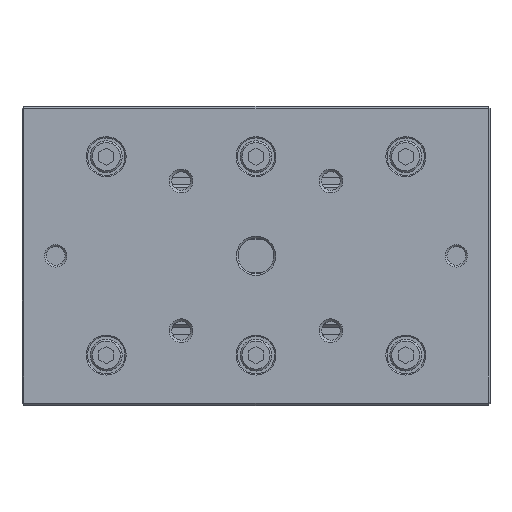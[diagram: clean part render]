
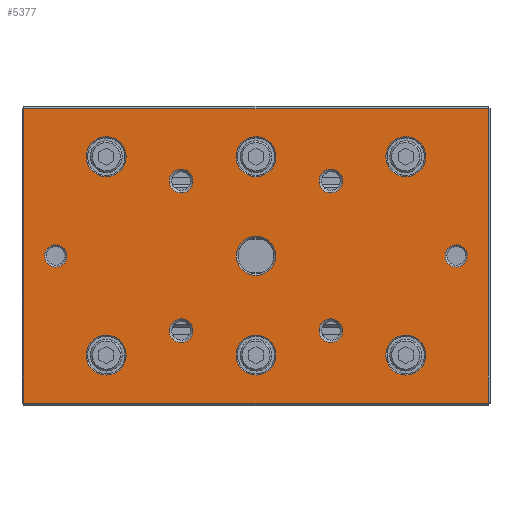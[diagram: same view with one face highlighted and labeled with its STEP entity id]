
A CAD part, top view. The second image highlights one B-rep face of the part: STEP entity #5377.
In plain terms, the highlighted planar face has unit normal (0, 0, 1).
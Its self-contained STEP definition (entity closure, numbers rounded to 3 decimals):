
#4832=FACE_BOUND('',#7943,.T.);
#4833=FACE_BOUND('',#7944,.T.);
#4834=FACE_BOUND('',#7945,.T.);
#4835=FACE_BOUND('',#7946,.T.);
#4836=FACE_BOUND('',#7947,.T.);
#4837=FACE_BOUND('',#7948,.T.);
#4838=FACE_BOUND('',#7949,.T.);
#4839=FACE_BOUND('',#7950,.T.);
#4840=FACE_BOUND('',#7951,.T.);
#4841=FACE_BOUND('',#7952,.T.);
#4842=FACE_BOUND('',#7953,.T.);
#4843=FACE_BOUND('',#7954,.T.);
#4844=FACE_BOUND('',#7955,.T.);
#4845=FACE_BOUND('',#7956,.T.);
#5107=CIRCLE('',#21090,5.25);
#5108=CIRCLE('',#21091,3.);
#5109=CIRCLE('',#21092,3.);
#5110=CIRCLE('',#21093,3.167);
#5111=CIRCLE('',#21094,3.167);
#5112=CIRCLE('',#21095,3.167);
#5113=CIRCLE('',#21096,3.167);
#5114=CIRCLE('',#21097,5.325);
#5115=CIRCLE('',#21098,5.325);
#5116=CIRCLE('',#21099,5.325);
#5117=CIRCLE('',#21100,5.325);
#5118=CIRCLE('',#21101,5.325);
#5119=CIRCLE('',#21102,5.325);
#5377=ADVANCED_FACE('',(#4832,#4833,#4834,#4835,#4836,#4837,#4838,#4839,
#4840,#4841,#4842,#4843,#4844,#4845),#6290,.F.);
#6290=PLANE('',#21103);
#7943=EDGE_LOOP('',(#10021));
#7944=EDGE_LOOP('',(#10022));
#7945=EDGE_LOOP('',(#10023));
#7946=EDGE_LOOP('',(#10024));
#7947=EDGE_LOOP('',(#10025));
#7948=EDGE_LOOP('',(#10026));
#7949=EDGE_LOOP('',(#10027));
#7950=EDGE_LOOP('',(#10028));
#7951=EDGE_LOOP('',(#10029));
#7952=EDGE_LOOP('',(#10030));
#7953=EDGE_LOOP('',(#10031));
#7954=EDGE_LOOP('',(#10032));
#7955=EDGE_LOOP('',(#10033));
#7956=EDGE_LOOP('',(#10034,#10035,#10036,#10037));
#10021=ORIENTED_EDGE('',*,*,#15806,.T.);
#10022=ORIENTED_EDGE('',*,*,#15807,.F.);
#10023=ORIENTED_EDGE('',*,*,#15808,.T.);
#10024=ORIENTED_EDGE('',*,*,#15809,.T.);
#10025=ORIENTED_EDGE('',*,*,#15810,.T.);
#10026=ORIENTED_EDGE('',*,*,#15811,.T.);
#10027=ORIENTED_EDGE('',*,*,#15812,.T.);
#10028=ORIENTED_EDGE('',*,*,#15813,.T.);
#10029=ORIENTED_EDGE('',*,*,#15814,.T.);
#10030=ORIENTED_EDGE('',*,*,#15815,.T.);
#10031=ORIENTED_EDGE('',*,*,#15816,.T.);
#10032=ORIENTED_EDGE('',*,*,#15817,.T.);
#10033=ORIENTED_EDGE('',*,*,#15818,.T.);
#10034=ORIENTED_EDGE('',*,*,#15819,.T.);
#10035=ORIENTED_EDGE('',*,*,#15820,.T.);
#10036=ORIENTED_EDGE('',*,*,#15821,.T.);
#10037=ORIENTED_EDGE('',*,*,#15822,.T.);
#14135=VERTEX_POINT('',#27639);
#14136=VERTEX_POINT('',#27641);
#14137=VERTEX_POINT('',#27643);
#14138=VERTEX_POINT('',#27645);
#14139=VERTEX_POINT('',#27647);
#14140=VERTEX_POINT('',#27649);
#14141=VERTEX_POINT('',#27651);
#14142=VERTEX_POINT('',#27653);
#14143=VERTEX_POINT('',#27655);
#14144=VERTEX_POINT('',#27657);
#14145=VERTEX_POINT('',#27659);
#14146=VERTEX_POINT('',#27661);
#14147=VERTEX_POINT('',#27663);
#14148=VERTEX_POINT('',#27665);
#14149=VERTEX_POINT('',#27666);
#14150=VERTEX_POINT('',#27668);
#14151=VERTEX_POINT('',#27670);
#15806=EDGE_CURVE('',#14135,#14135,#5107,.T.);
#15807=EDGE_CURVE('',#14136,#14136,#5108,.T.);
#15808=EDGE_CURVE('',#14137,#14137,#5109,.T.);
#15809=EDGE_CURVE('',#14138,#14138,#5110,.T.);
#15810=EDGE_CURVE('',#14139,#14139,#5111,.T.);
#15811=EDGE_CURVE('',#14140,#14140,#5112,.T.);
#15812=EDGE_CURVE('',#14141,#14141,#5113,.T.);
#15813=EDGE_CURVE('',#14142,#14142,#5114,.T.);
#15814=EDGE_CURVE('',#14143,#14143,#5115,.T.);
#15815=EDGE_CURVE('',#14144,#14144,#5116,.T.);
#15816=EDGE_CURVE('',#14145,#14145,#5117,.T.);
#15817=EDGE_CURVE('',#14146,#14146,#5118,.T.);
#15818=EDGE_CURVE('',#14147,#14147,#5119,.T.);
#15819=EDGE_CURVE('',#14148,#14149,#17878,.T.);
#15820=EDGE_CURVE('',#14149,#14150,#17879,.T.);
#15821=EDGE_CURVE('',#14150,#14151,#17880,.T.);
#15822=EDGE_CURVE('',#14151,#14148,#17881,.T.);
#17878=LINE('',#27664,#19656);
#17879=LINE('',#27667,#19657);
#17880=LINE('',#27669,#19658);
#17881=LINE('',#27671,#19659);
#19656=VECTOR('',#22923,1.);
#19657=VECTOR('',#22924,1.);
#19658=VECTOR('',#22925,1.);
#19659=VECTOR('',#22926,1.);
#21090=AXIS2_PLACEMENT_3D('',#27638,#22897,#22898);
#21091=AXIS2_PLACEMENT_3D('',#27640,#22899,#22900);
#21092=AXIS2_PLACEMENT_3D('',#27642,#22901,#22902);
#21093=AXIS2_PLACEMENT_3D('',#27644,#22903,#22904);
#21094=AXIS2_PLACEMENT_3D('',#27646,#22905,#22906);
#21095=AXIS2_PLACEMENT_3D('',#27648,#22907,#22908);
#21096=AXIS2_PLACEMENT_3D('',#27650,#22909,#22910);
#21097=AXIS2_PLACEMENT_3D('',#27652,#22911,#22912);
#21098=AXIS2_PLACEMENT_3D('',#27654,#22913,#22914);
#21099=AXIS2_PLACEMENT_3D('',#27656,#22915,#22916);
#21100=AXIS2_PLACEMENT_3D('',#27658,#22917,#22918);
#21101=AXIS2_PLACEMENT_3D('',#27660,#22919,#22920);
#21102=AXIS2_PLACEMENT_3D('',#27662,#22921,#22922);
#21103=AXIS2_PLACEMENT_3D('',#27672,#22927,#22928);
#22897=DIRECTION('',(0.,0.,-1.));
#22898=DIRECTION('',(-1.,0.,0.));
#22899=DIRECTION('',(0.,0.,1.));
#22900=DIRECTION('',(1.,0.,0.));
#22901=DIRECTION('',(0.,0.,-1.));
#22902=DIRECTION('',(-1.,0.,0.));
#22903=DIRECTION('',(0.,0.,-1.));
#22904=DIRECTION('',(-1.,0.,0.));
#22905=DIRECTION('',(0.,0.,-1.));
#22906=DIRECTION('',(-1.,0.,0.));
#22907=DIRECTION('',(0.,0.,-1.));
#22908=DIRECTION('',(-1.,0.,0.));
#22909=DIRECTION('',(0.,0.,-1.));
#22910=DIRECTION('',(-1.,0.,0.));
#22911=DIRECTION('',(0.,0.,-1.));
#22912=DIRECTION('',(-1.,0.,0.));
#22913=DIRECTION('',(0.,0.,-1.));
#22914=DIRECTION('',(-1.,0.,0.));
#22915=DIRECTION('',(0.,0.,-1.));
#22916=DIRECTION('',(-1.,0.,0.));
#22917=DIRECTION('',(0.,0.,-1.));
#22918=DIRECTION('',(-1.,0.,0.));
#22919=DIRECTION('',(0.,0.,-1.));
#22920=DIRECTION('',(-1.,0.,0.));
#22921=DIRECTION('',(0.,0.,-1.));
#22922=DIRECTION('',(-1.,0.,0.));
#22923=DIRECTION('',(1.,0.,0.));
#22924=DIRECTION('',(0.,1.,0.));
#22925=DIRECTION('',(-1.,0.,0.));
#22926=DIRECTION('',(0.,-1.,0.));
#22927=DIRECTION('',(0.,0.,-1.));
#22928=DIRECTION('',(1.,0.,0.));
#27638=CARTESIAN_POINT('',(142.5,40.,35.));
#27639=CARTESIAN_POINT('',(137.25,40.,35.));
#27640=CARTESIAN_POINT('',(196.,40.,35.));
#27641=CARTESIAN_POINT('',(199.,40.,35.));
#27642=CARTESIAN_POINT('',(89.,40.,35.));
#27643=CARTESIAN_POINT('',(86.,40.,35.));
#27644=CARTESIAN_POINT('',(162.5,20.,35.));
#27645=CARTESIAN_POINT('',(159.333,20.,35.));
#27646=CARTESIAN_POINT('',(162.5,60.,35.));
#27647=CARTESIAN_POINT('',(159.333,60.,35.));
#27648=CARTESIAN_POINT('',(122.5,20.,35.));
#27649=CARTESIAN_POINT('',(119.333,20.,35.));
#27650=CARTESIAN_POINT('',(122.5,60.,35.));
#27651=CARTESIAN_POINT('',(119.333,60.,35.));
#27652=CARTESIAN_POINT('',(182.5,13.5,35.));
#27653=CARTESIAN_POINT('',(177.175,13.5,35.));
#27654=CARTESIAN_POINT('',(182.5,66.5,35.));
#27655=CARTESIAN_POINT('',(177.175,66.5,35.));
#27656=CARTESIAN_POINT('',(142.5,13.5,35.));
#27657=CARTESIAN_POINT('',(137.175,13.5,35.));
#27658=CARTESIAN_POINT('',(142.5,66.5,35.));
#27659=CARTESIAN_POINT('',(137.175,66.5,35.));
#27660=CARTESIAN_POINT('',(102.5,13.5,35.));
#27661=CARTESIAN_POINT('',(97.175,13.5,35.));
#27662=CARTESIAN_POINT('',(102.5,66.5,35.));
#27663=CARTESIAN_POINT('',(97.175,66.5,35.));
#27664=CARTESIAN_POINT('',(205.,0.7,35.));
#27665=CARTESIAN_POINT('',(80.5,0.7,35.));
#27666=CARTESIAN_POINT('',(204.5,0.7,35.));
#27667=CARTESIAN_POINT('',(204.5,80.,35.));
#27668=CARTESIAN_POINT('',(204.5,79.3,35.));
#27669=CARTESIAN_POINT('',(205.,79.3,35.));
#27670=CARTESIAN_POINT('',(80.5,79.3,35.));
#27671=CARTESIAN_POINT('',(80.5,0.7,35.));
#27672=CARTESIAN_POINT('',(205.,80.,35.));
